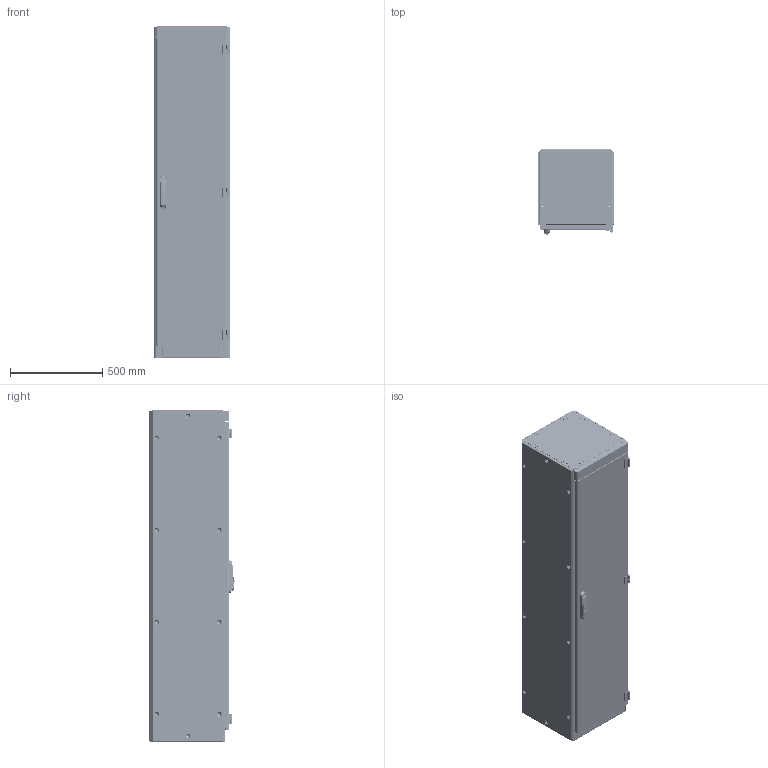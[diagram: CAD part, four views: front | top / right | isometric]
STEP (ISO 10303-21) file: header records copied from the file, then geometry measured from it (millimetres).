
FILE_DESCRIPTION(('no description'),'unknown implementation level');
FILE_NAME('8MF1844-3BS4_3D_v.stp',' ',('SIEMENS A&D'),('CADClick - KiM GmbH - www.kimweb.de'),'unknown preprocess','ACIS','unknown authorization');
FILE_SCHEMA(('automotive_design'));
Length unit declared in the file: millimetre
Products named in the file (21): 1; 2; 3; 4; 5; 6; 7; 8; 9; 10; 11; 12; 13; 14; 15; 16; 17; 18; 19; 20; 21
Bounding box: 418 x 462.15 x 1802.8 mm (x, y, z)
Volume: 38938421.9 mm3; surface area: 10995368.4 mm2
Topology: 21 solids, 21 shells, 4547 faces, 12996 edges, 8607 vertices
Faces by surface type: cylinder 3397, plane 1065, cone 64, torus 14, bspline 7
Entity records: 304021 total; most frequent: DIRECTION 29064, CARTESIAN_POINT 27714, STYLED_ITEM 26171, PRESENTATION_STYLE_ASSIGNMENT 26171, COLOUR_RGB 26171, ORIENTED_EDGE 25992, EDGE_CURVE 12996, CURVE_STYLE 12996
